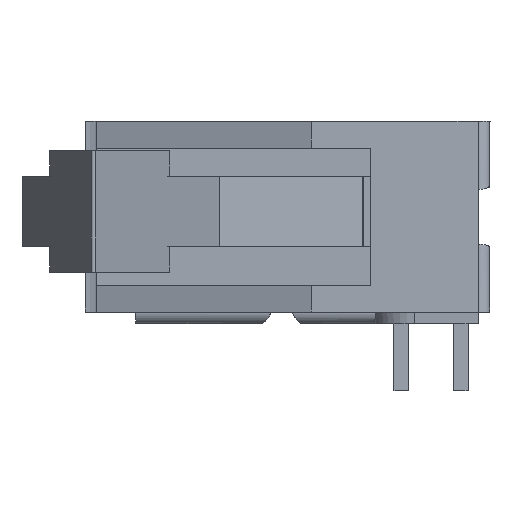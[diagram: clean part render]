
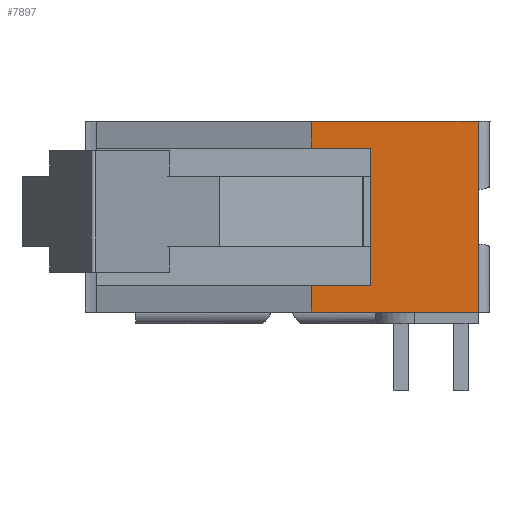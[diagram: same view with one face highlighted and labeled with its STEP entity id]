
A CAD part, left-side view. The second image highlights one B-rep face of the part: STEP entity #7897.
In plain terms, the highlighted planar face has unit normal (-1, 0, 0).
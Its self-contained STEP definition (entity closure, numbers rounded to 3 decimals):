
#343=PLANE($,#8521);
#802=FACE_OUTER_BOUND($,#1287,.T.);
#1287=EDGE_LOOP($,(#6629,#6630,#6631,#6632,#6633,#6634,#6635,#6636));
#2002=LINE($,#12161,#2991);
#2024=LINE($,#12319,#3013);
#2035=LINE($,#12383,#3024);
#2036=LINE($,#12386,#3025);
#2037=LINE($,#12388,#3026);
#2038=LINE($,#12390,#3027);
#2039=LINE($,#12392,#3028);
#2040=LINE($,#12393,#3029);
#2991=VECTOR($,#9826,7.112);
#3013=VECTOR($,#9890,7.112);
#3024=VECTOR($,#9931,8.128);
#3025=VECTOR($,#9934,1.143);
#3026=VECTOR($,#9935,2.54);
#3027=VECTOR($,#9936,5.842);
#3028=VECTOR($,#9937,2.54);
#3029=VECTOR($,#9938,1.143);
#3955=VERTEX_POINT($,#12158);
#3956=VERTEX_POINT($,#12160);
#3985=VERTEX_POINT($,#12316);
#3986=VERTEX_POINT($,#12318);
#3996=VERTEX_POINT($,#12385);
#3997=VERTEX_POINT($,#12387);
#3998=VERTEX_POINT($,#12389);
#3999=VERTEX_POINT($,#12391);
#4878=EDGE_CURVE($,#3956,#3955,#2002,.T.);
#4917=EDGE_CURVE($,#3985,#3986,#2024,.T.);
#4935=EDGE_CURVE($,#3985,#3956,#2035,.T.);
#4936=EDGE_CURVE($,#3955,#3996,#2036,.T.);
#4937=EDGE_CURVE($,#3996,#3997,#2037,.T.);
#4938=EDGE_CURVE($,#3997,#3998,#2038,.T.);
#4939=EDGE_CURVE($,#3998,#3999,#2039,.T.);
#4940=EDGE_CURVE($,#3986,#3999,#2040,.T.);
#6629=ORIENTED_EDGE($,*,*,#4936,.T.);
#6630=ORIENTED_EDGE($,*,*,#4937,.T.);
#6631=ORIENTED_EDGE($,*,*,#4938,.T.);
#6632=ORIENTED_EDGE($,*,*,#4939,.T.);
#6633=ORIENTED_EDGE($,*,*,#4940,.F.);
#6634=ORIENTED_EDGE($,*,*,#4917,.F.);
#6635=ORIENTED_EDGE($,*,*,#4935,.T.);
#6636=ORIENTED_EDGE($,*,*,#4878,.T.);
#7897=ADVANCED_FACE($,(#802),#343,.T.);
#8521=AXIS2_PLACEMENT_3D($,#12384,#9932,#9933);
#9826=DIRECTION($,(0.,1.,0.));
#9890=DIRECTION($,(0.,1.,0.));
#9931=DIRECTION($,(0.,0.,1.));
#9932=DIRECTION('center_axis',(-1.,0.,0.));
#9933=DIRECTION('ref_axis',(0.,0.,1.));
#9934=DIRECTION($,(0.,0.,-1.));
#9935=DIRECTION($,(0.,-1.,0.));
#9936=DIRECTION($,(0.,0.,-1.));
#9937=DIRECTION($,(0.,1.,0.));
#9938=DIRECTION($,(0.,0.,1.));
#12158=CARTESIAN_POINT('',(-22.352,5.105,8.636));
#12160=CARTESIAN_POINT('',(-22.352,-2.007,8.636));
#12161=CARTESIAN_POINT($,(-22.352,-2.007,8.636));
#12316=CARTESIAN_POINT('',(-22.352,-2.007,0.508));
#12318=CARTESIAN_POINT('',(-22.352,5.105,0.508));
#12319=CARTESIAN_POINT($,(-22.352,-2.007,0.508));
#12383=CARTESIAN_POINT($,(-22.352,-2.007,0.508));
#12384=CARTESIAN_POINT('Origin',(-22.352,-2.362,0.102));
#12385=CARTESIAN_POINT('',(-22.352,5.105,7.493));
#12386=CARTESIAN_POINT($,(-22.352,5.105,8.636));
#12387=CARTESIAN_POINT('',(-22.352,2.565,7.493));
#12388=CARTESIAN_POINT($,(-22.352,5.105,7.493));
#12389=CARTESIAN_POINT('',(-22.352,2.565,1.651));
#12390=CARTESIAN_POINT($,(-22.352,2.565,7.493));
#12391=CARTESIAN_POINT('',(-22.352,5.105,1.651));
#12392=CARTESIAN_POINT($,(-22.352,2.565,1.651));
#12393=CARTESIAN_POINT($,(-22.352,5.105,0.508));
